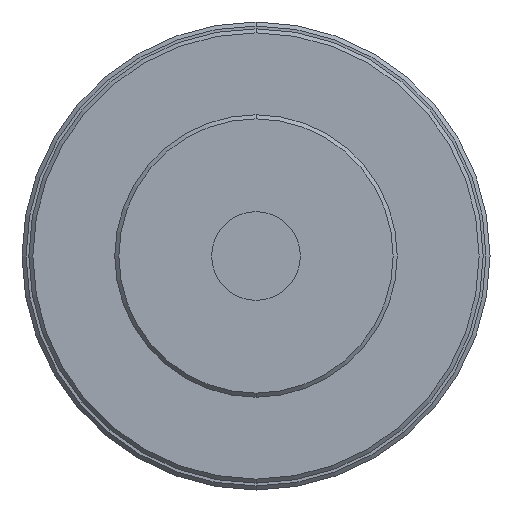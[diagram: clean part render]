
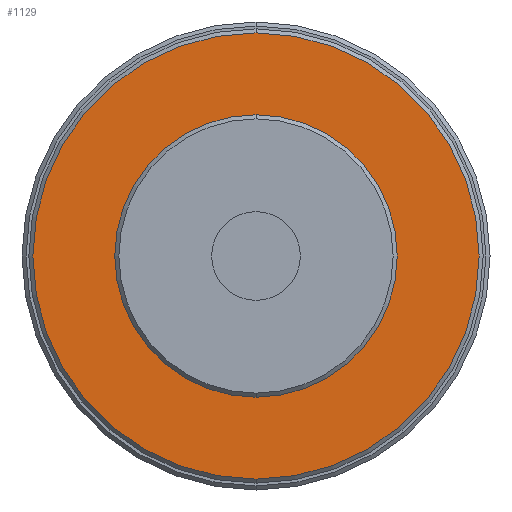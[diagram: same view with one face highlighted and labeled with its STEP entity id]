
A CAD part, front view. The second image highlights one B-rep face of the part: STEP entity #1129.
In plain terms, the highlighted planar face has unit normal (0, -1, 0).
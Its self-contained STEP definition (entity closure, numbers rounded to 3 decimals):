
#107 = CARTESIAN_POINT ( 'NONE',  ( 0., 1.5, 0. ) ) ;
#131 = DIRECTION ( 'NONE',  ( 0., 0., -1. ) ) ;
#134 = DIRECTION ( 'NONE',  ( 0., -1., 0. ) ) ;
#139 = DIRECTION ( 'NONE',  ( 0., -1., 0. ) ) ;
#176 = DIRECTION ( 'NONE',  ( 0., -1., 0. ) ) ;
#186 = DIRECTION ( 'NONE',  ( 0., 0., -1. ) ) ;
#197 = DIRECTION ( 'NONE',  ( 0., 0., -1. ) ) ;
#253 = CARTESIAN_POINT ( 'NONE',  ( 0., 1.5, 0. ) ) ;
#351 = CARTESIAN_POINT ( 'NONE',  ( 0., 1.5, 0. ) ) ;
#453 = PLANE ( 'NONE',  #1979 ) ;
#590 = VERTEX_POINT ( 'NONE', #878 ) ;
#593 = EDGE_LOOP ( 'NONE', ( #654, #639 ) ) ;
#605 = VERTEX_POINT ( 'NONE', #892 ) ;
#639 = ORIENTED_EDGE ( 'NONE', *, *, #1143, .F. ) ;
#649 = VERTEX_POINT ( 'NONE', #835 ) ;
#654 = ORIENTED_EDGE ( 'NONE', *, *, #1131, .F. ) ;
#746 = ORIENTED_EDGE ( 'NONE', *, *, #1285, .T. ) ;
#835 = CARTESIAN_POINT ( 'NONE',  ( 0., 1.5, 17.5 ) ) ;
#847 = DIRECTION ( 'NONE',  ( 0., 0., -1. ) ) ;
#858 = DIRECTION ( 'NONE',  ( 0., -1., 0. ) ) ;
#860 = CARTESIAN_POINT ( 'NONE',  ( 0., 1.5, 0. ) ) ;
#877 = CARTESIAN_POINT ( 'NONE',  ( 0., 1.5, -17.5 ) ) ;
#878 = CARTESIAN_POINT ( 'NONE',  ( 0., 1.5, 27.65 ) ) ;
#879 = ORIENTED_EDGE ( 'NONE', *, *, #985, .T. ) ;
#890 = VERTEX_POINT ( 'NONE', #877 ) ;
#892 = CARTESIAN_POINT ( 'NONE',  ( 0., 1.5, -27.65 ) ) ;
#942 = EDGE_LOOP ( 'NONE', ( #879, #746 ) ) ;
#985 = EDGE_CURVE ( 'NONE', #590, #605, #1144, .T. ) ;
#1031 = CIRCLE ( 'NONE', #2052, 27.65 ) ;
#1120 = CIRCLE ( 'NONE', #1963, 17.5 ) ;
#1129 = ADVANCED_FACE ( 'NONE', ( #1904, #1981 ), #453, .T. ) ;
#1131 = EDGE_CURVE ( 'NONE', #890, #649, #1226, .T. ) ;
#1143 = EDGE_CURVE ( 'NONE', #649, #890, #1120, .T. ) ;
#1144 = CIRCLE ( 'NONE', #1934, 27.65 ) ;
#1226 = CIRCLE ( 'NONE', #1920, 17.5 ) ;
#1285 = EDGE_CURVE ( 'NONE', #605, #590, #1031, .T. ) ;
#1651 = DIRECTION ( 'NONE',  ( 0., 0., -1. ) ) ;
#1677 = CARTESIAN_POINT ( 'NONE',  ( 0., 1.5, 0. ) ) ;
#1693 = DIRECTION ( 'NONE',  ( 0., -1., 0. ) ) ;
#1904 = FACE_OUTER_BOUND ( 'NONE', #942, .T. ) ;
#1920 = AXIS2_PLACEMENT_3D ( 'NONE', #253, #176, #131 ) ;
#1934 = AXIS2_PLACEMENT_3D ( 'NONE', #860, #858, #847 ) ;
#1963 = AXIS2_PLACEMENT_3D ( 'NONE', #107, #139, #197 ) ;
#1979 = AXIS2_PLACEMENT_3D ( 'NONE', #351, #134, #186 ) ;
#1981 = FACE_BOUND ( 'NONE', #593, .T. ) ;
#2052 = AXIS2_PLACEMENT_3D ( 'NONE', #1677, #1693, #1651 ) ;
